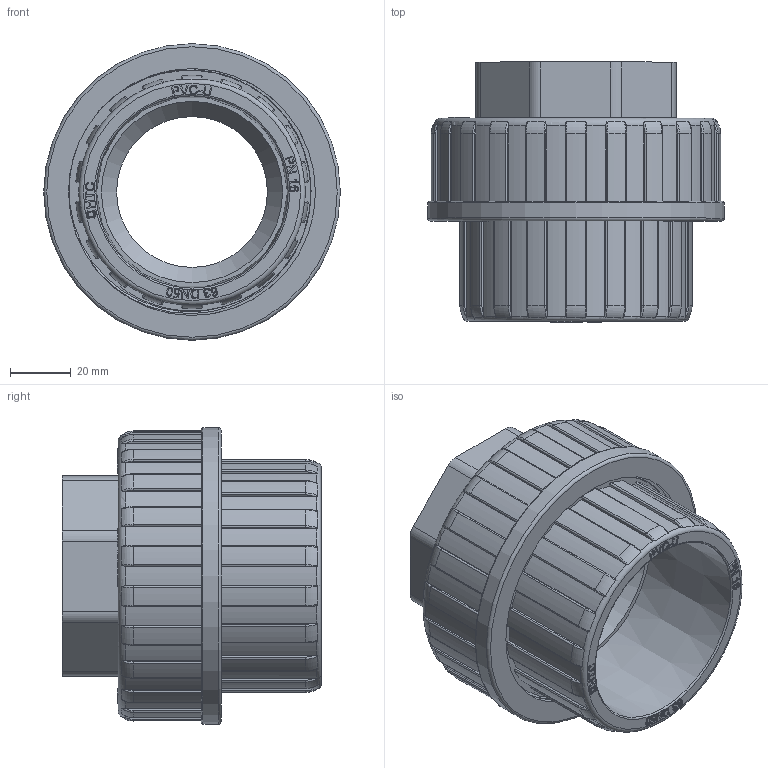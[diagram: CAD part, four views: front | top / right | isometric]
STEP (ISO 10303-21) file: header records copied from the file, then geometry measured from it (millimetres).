
FILE_DESCRIPTION(/* description */ (''),/* implementation_level */ '2;1');
FILE_NAME(/* name */ '63不锈钢内螺纹.stp',/* time_stamp */ '2025-04-28T10:58:08+08:00',/* author */ (''),/* organization */ (''),/* preprocessor_version */ 'ST-DEVELOPER v16',/* originating_system */ 'SIEMENS PLM Software NX 10.0',/* authorisation */ '');
FILE_SCHEMA (('AUTOMOTIVE_DESIGN { 1 0 10303 214 3 1 1 1 }'));
Length unit declared in the file: millimetre
Products named in the file (1): gelv2D688D03eqmu
Bounding box: 97.9 x 85.75 x 97.9 mm (x, y, z)
Volume: 141146.5 mm3; surface area: 85047.2 mm2
Topology: 2 solids, 3 shells, 969 faces, 2637 edges, 1723 vertices
Faces by surface type: plane 368, extrusion 238, cylinder 230, bspline 86, torus 45, cone 2
Full cylindrical faces by diameter (mm): 1.679 x1, 2.168 x1, 3.311 x1, 4.267 x1, 49.8 x1, 53.3 x1, 59.614 x11, 60 x1, 70 x1, 73.2 x1, 74 x1, 78 x1, 78.576 x18, 81.534 x10, 97.9 x1
Entity records: 41648 total; most frequent: CARTESIAN_POINT 20691, ORIENTED_EDGE 4974, DIRECTION 3159, EDGE_CURVE 2487, VERTEX_POINT 1636, B_SPLINE_CURVE_WITH_KNOTS 1467, VECTOR 1053, AXIS2_PLACEMENT_3D 1053
